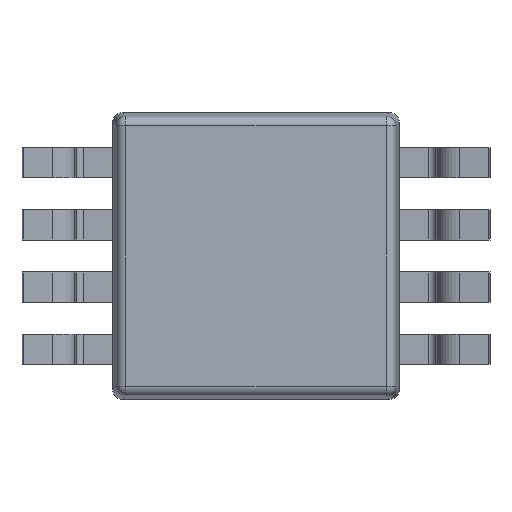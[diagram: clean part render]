
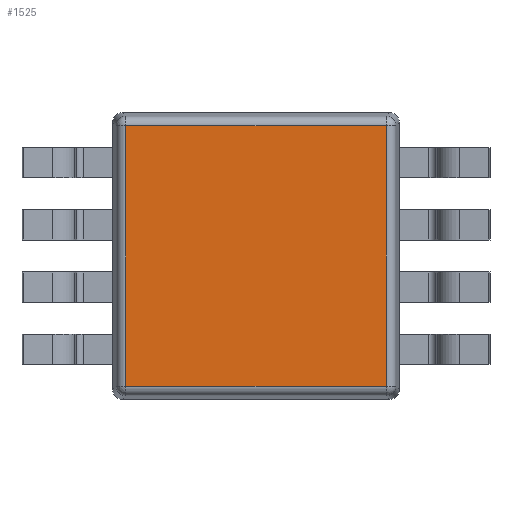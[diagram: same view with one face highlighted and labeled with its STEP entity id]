
A CAD part, front view. The second image highlights one B-rep face of the part: STEP entity #1525.
In plain terms, the highlighted planar face has unit normal (0, -1, 0).
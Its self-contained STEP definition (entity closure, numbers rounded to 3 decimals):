
#116 = EDGE_CURVE ( 'NONE', #464, #4113, #4230, .T. ) ;
#129 = PLANE ( 'NONE',  #2729 ) ;
#271 = EDGE_CURVE ( 'NONE', #2577, #464, #4046, .T. ) ;
#464 = VERTEX_POINT ( 'NONE', #1914 ) ;
#503 = CARTESIAN_POINT ( 'NONE',  ( 1.364, 0.15, 1.453 ) ) ;
#682 = LINE ( 'NONE', #4736, #4805 ) ;
#745 = VECTOR ( 'NONE', #2504, 1000. ) ;
#862 = FACE_OUTER_BOUND ( 'NONE', #1077, .T. ) ;
#1077 = EDGE_LOOP ( 'NONE', ( #2095, #4437, #2510, #3269 ) ) ;
#1078 = CARTESIAN_POINT ( 'NONE',  ( -1.364, 0.15, -1.453 ) ) ;
#1081 = DIRECTION ( 'NONE',  ( -1., 0., 0. ) ) ;
#1168 = DIRECTION ( 'NONE',  ( 0., 0., -1. ) ) ;
#1525 = ADVANCED_FACE ( 'NONE', ( #862 ), #129, .T. ) ;
#1636 = EDGE_CURVE ( 'NONE', #4113, #2117, #3892, .T. ) ;
#1797 = DIRECTION ( 'NONE',  ( 0., 0., -1. ) ) ;
#1914 = CARTESIAN_POINT ( 'NONE',  ( -1.364, 0.15, -1.364 ) ) ;
#1992 = DIRECTION ( 'NONE',  ( 0., 0., 1. ) ) ;
#2095 = ORIENTED_EDGE ( 'NONE', *, *, #4321, .T. ) ;
#2117 = VERTEX_POINT ( 'NONE', #3258 ) ;
#2341 = CARTESIAN_POINT ( 'NONE',  ( 1.453, 0.15, -1.364 ) ) ;
#2504 = DIRECTION ( 'NONE',  ( 1., 0., 0. ) ) ;
#2510 = ORIENTED_EDGE ( 'NONE', *, *, #116, .T. ) ;
#2577 = VERTEX_POINT ( 'NONE', #4688 ) ;
#2729 = AXIS2_PLACEMENT_3D ( 'NONE', #3042, #3139, #1168 ) ;
#3042 = CARTESIAN_POINT ( 'NONE',  ( 0., 0.15, 0. ) ) ;
#3139 = DIRECTION ( 'NONE',  ( 0., -1., 0. ) ) ;
#3258 = CARTESIAN_POINT ( 'NONE',  ( 1.364, 0.15, 1.364 ) ) ;
#3269 = ORIENTED_EDGE ( 'NONE', *, *, #1636, .T. ) ;
#3892 = LINE ( 'NONE', #503, #4086 ) ;
#4046 = LINE ( 'NONE', #1078, #4697 ) ;
#4086 = VECTOR ( 'NONE', #1992, 1000. ) ;
#4113 = VERTEX_POINT ( 'NONE', #4118 ) ;
#4118 = CARTESIAN_POINT ( 'NONE',  ( 1.364, 0.15, -1.364 ) ) ;
#4230 = LINE ( 'NONE', #2341, #745 ) ;
#4321 = EDGE_CURVE ( 'NONE', #2117, #2577, #682, .T. ) ;
#4437 = ORIENTED_EDGE ( 'NONE', *, *, #271, .T. ) ;
#4688 = CARTESIAN_POINT ( 'NONE',  ( -1.364, 0.15, 1.364 ) ) ;
#4697 = VECTOR ( 'NONE', #1797, 1000. ) ;
#4736 = CARTESIAN_POINT ( 'NONE',  ( -1.453, 0.15, 1.364 ) ) ;
#4805 = VECTOR ( 'NONE', #1081, 1000. ) ;
